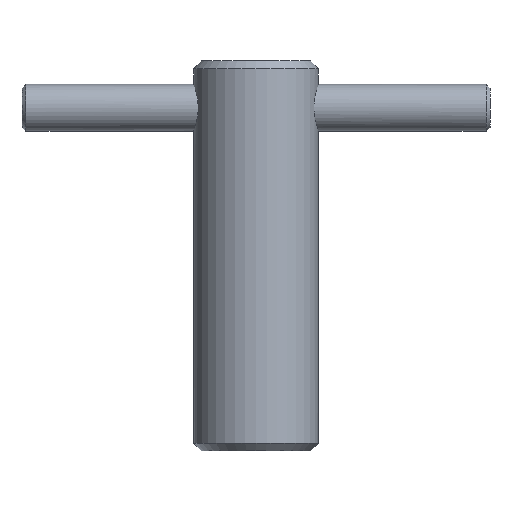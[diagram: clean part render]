
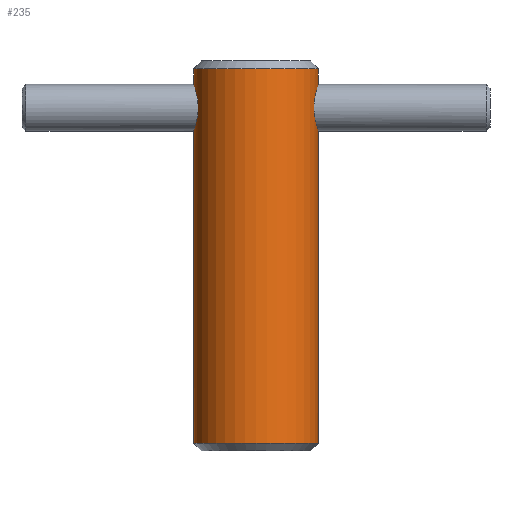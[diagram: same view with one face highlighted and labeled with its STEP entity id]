
A CAD part, front view. The second image highlights one B-rep face of the part: STEP entity #235.
In plain terms, the highlighted cylindrical face has radius 8 mm (diameter 16 mm), a partial arc.
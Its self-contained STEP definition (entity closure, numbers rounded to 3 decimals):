
#153=EDGE_CURVE('',#365,#199,#419,.T.);
#181=EDGE_CURVE('',#313,#261,#450,.T.);
#183=VERTEX_POINT('',#452);
#199=VERTEX_POINT('',#471);
#235=ADVANCED_FACE('',(#513),#514,.T.);
#261=VERTEX_POINT('',#545);
#285=EDGE_CURVE('',#261,#183,#573,.T.);
#287=EDGE_CURVE('',#199,#301,#575,.T.);
#301=VERTEX_POINT('',#593);
#305=EDGE_CURVE('',#347,#385,#597,.T.);
#313=VERTEX_POINT('',#605);
#329=EDGE_CURVE('',#301,#313,#623,.T.);
#347=VERTEX_POINT('',#642);
#361=EDGE_CURVE('',#385,#365,#656,.T.);
#365=VERTEX_POINT('',#660);
#385=VERTEX_POINT('',#682);
#395=EDGE_CURVE('',#183,#347,#692,.T.);
#419=CIRCLE('',#710,8.0);
#450=LINE('',#751,#752);
#452=CARTESIAN_POINT('',(8.0,0.0,1.0));
#471=CARTESIAN_POINT('',(-8.0,0.,49.0));
#513=FACE_OUTER_BOUND('',#837,.T.);
#514=CYLINDRICAL_SURFACE('',#838,8.0);
#545=CARTESIAN_POINT('',(-8.0,0.,1.0));
#573=CIRCLE('',#927,8.0);
#575=LINE('',#930,#931);
#593=CARTESIAN_POINT('',(-8.0,0.,47.0));
#597=B_SPLINE_CURVE_WITH_KNOTS('',3,(#956,#957,#958,#959,#960,#961,#962,#963,#964,#965,#966,#967,#968,#969,#970,#971,#972,#973,#974,#975,#976,#977,#978,#979,#980,#981,#982,#983,#984,#985,#986,#987,#988,#989),.UNSPECIFIED.,.F.,.F.,(4,2,2,2,2,2,2,2,2,2,2,2,2,2,2,2,4),(4.569,5.14,5.711,6.282,6.853,7.424,7.995,8.567,9.138,9.709,10.281,10.852,11.424,11.994,12.565,13.136,13.707),.UNSPECIFIED.);
#605=CARTESIAN_POINT('',(-8.0,0.,41.0));
#623=B_SPLINE_CURVE_WITH_KNOTS('',3,(#1039,#1040,#1041,#1042,#1043,#1044,#1045,#1046,#1047,#1048,#1049,#1050,#1051,#1052,#1053,#1054,#1055,#1056,#1057,#1058,#1059,#1060,#1061,#1062,#1063,#1064,#1065,#1066,#1067,#1068,#1069,#1070,#1071,#1072),.UNSPECIFIED.,.F.,.F.,(4,2,2,2,2,2,2,2,2,2,2,2,2,2,2,2,4),(4.569,5.14,5.711,6.282,6.853,7.424,7.995,8.567,9.138,9.709,10.281,10.852,11.424,11.994,12.565,13.136,13.707),.UNSPECIFIED.);
#642=CARTESIAN_POINT('',(8.0,0.,41.0));
#656=LINE('',#1131,#1132);
#660=CARTESIAN_POINT('',(8.0,0.0,49.0));
#682=CARTESIAN_POINT('',(8.0,0.,47.0));
#692=LINE('',#1197,#1198);
#710=AXIS2_PLACEMENT_3D('',#1206,#1207,#1208);
#751=CARTESIAN_POINT('',(-8.0,0.,25.0));
#752=VECTOR('',#1244,1.0);
#837=EDGE_LOOP('',(#1334,#1335,#1336,#1337,#1338,#1339,#1340,#1341));
#838=AXIS2_PLACEMENT_3D('',#1342,#1343,#1344);
#927=AXIS2_PLACEMENT_3D('',#1440,#1441,#1442);
#930=CARTESIAN_POINT('',(-8.0,0.,25.0));
#931=VECTOR('',#1443,1.0);
#956=CARTESIAN_POINT('',(8.0,0.,41.0));
#957=CARTESIAN_POINT('',(8.0,-0.19,41.0));
#958=CARTESIAN_POINT('',(7.993,-0.387,41.018));
#959=CARTESIAN_POINT('',(7.965,-0.776,41.095));
#960=CARTESIAN_POINT('',(7.943,-0.969,41.154));
#961=CARTESIAN_POINT('',(7.89,-1.338,41.307));
#962=CARTESIAN_POINT('',(7.857,-1.514,41.403));
#963=CARTESIAN_POINT('',(7.787,-1.84,41.622));
#964=CARTESIAN_POINT('',(7.75,-1.989,41.747));
#965=CARTESIAN_POINT('',(7.677,-2.254,42.011));
#966=CARTESIAN_POINT('',(7.639,-2.378,42.16));
#967=CARTESIAN_POINT('',(7.567,-2.597,42.486));
#968=CARTESIAN_POINT('',(7.534,-2.693,42.662));
#969=CARTESIAN_POINT('',(7.477,-2.846,43.031));
#970=CARTESIAN_POINT('',(7.454,-2.905,43.224));
#971=CARTESIAN_POINT('',(7.424,-2.982,43.613));
#972=CARTESIAN_POINT('',(7.416,-3.0,43.81));
#973=CARTESIAN_POINT('',(7.416,-3.0,44.19));
#974=CARTESIAN_POINT('',(7.424,-2.982,44.387));
#975=CARTESIAN_POINT('',(7.454,-2.905,44.776));
#976=CARTESIAN_POINT('',(7.477,-2.846,44.969));
#977=CARTESIAN_POINT('',(7.534,-2.693,45.338));
#978=CARTESIAN_POINT('',(7.567,-2.597,45.514));
#979=CARTESIAN_POINT('',(7.639,-2.378,45.84));
#980=CARTESIAN_POINT('',(7.677,-2.254,45.989));
#981=CARTESIAN_POINT('',(7.75,-1.989,46.253));
#982=CARTESIAN_POINT('',(7.787,-1.84,46.378));
#983=CARTESIAN_POINT('',(7.857,-1.514,46.597));
#984=CARTESIAN_POINT('',(7.89,-1.338,46.693));
#985=CARTESIAN_POINT('',(7.943,-0.969,46.846));
#986=CARTESIAN_POINT('',(7.965,-0.776,46.905));
#987=CARTESIAN_POINT('',(7.993,-0.387,46.982));
#988=CARTESIAN_POINT('',(8.0,-0.19,47.0));
#989=CARTESIAN_POINT('',(8.0,0.,47.0));
#1039=CARTESIAN_POINT('',(-8.0,0.,47.0));
#1040=CARTESIAN_POINT('',(-8.0,-0.19,47.0));
#1041=CARTESIAN_POINT('',(-7.993,-0.387,46.982));
#1042=CARTESIAN_POINT('',(-7.965,-0.776,46.905));
#1043=CARTESIAN_POINT('',(-7.943,-0.969,46.846));
#1044=CARTESIAN_POINT('',(-7.89,-1.338,46.693));
#1045=CARTESIAN_POINT('',(-7.857,-1.514,46.597));
#1046=CARTESIAN_POINT('',(-7.787,-1.84,46.378));
#1047=CARTESIAN_POINT('',(-7.75,-1.989,46.253));
#1048=CARTESIAN_POINT('',(-7.677,-2.254,45.989));
#1049=CARTESIAN_POINT('',(-7.639,-2.378,45.84));
#1050=CARTESIAN_POINT('',(-7.567,-2.597,45.514));
#1051=CARTESIAN_POINT('',(-7.534,-2.693,45.338));
#1052=CARTESIAN_POINT('',(-7.477,-2.846,44.969));
#1053=CARTESIAN_POINT('',(-7.454,-2.905,44.776));
#1054=CARTESIAN_POINT('',(-7.424,-2.982,44.387));
#1055=CARTESIAN_POINT('',(-7.416,-3.0,44.19));
#1056=CARTESIAN_POINT('',(-7.416,-3.0,43.81));
#1057=CARTESIAN_POINT('',(-7.424,-2.982,43.613));
#1058=CARTESIAN_POINT('',(-7.454,-2.905,43.224));
#1059=CARTESIAN_POINT('',(-7.477,-2.846,43.031));
#1060=CARTESIAN_POINT('',(-7.534,-2.693,42.662));
#1061=CARTESIAN_POINT('',(-7.567,-2.597,42.486));
#1062=CARTESIAN_POINT('',(-7.639,-2.378,42.16));
#1063=CARTESIAN_POINT('',(-7.677,-2.254,42.011));
#1064=CARTESIAN_POINT('',(-7.75,-1.989,41.747));
#1065=CARTESIAN_POINT('',(-7.787,-1.84,41.622));
#1066=CARTESIAN_POINT('',(-7.857,-1.514,41.403));
#1067=CARTESIAN_POINT('',(-7.89,-1.338,41.307));
#1068=CARTESIAN_POINT('',(-7.943,-0.969,41.154));
#1069=CARTESIAN_POINT('',(-7.965,-0.776,41.095));
#1070=CARTESIAN_POINT('',(-7.993,-0.387,41.018));
#1071=CARTESIAN_POINT('',(-8.0,-0.19,41.0));
#1072=CARTESIAN_POINT('',(-8.0,0.,41.0));
#1131=CARTESIAN_POINT('',(8.0,0.,25.0));
#1132=VECTOR('',#1518,1.0);
#1197=CARTESIAN_POINT('',(8.0,0.,25.0));
#1198=VECTOR('',#1548,1.0);
#1206=CARTESIAN_POINT('',(0.0,0.0,49.0));
#1207=DIRECTION('',(0.0,0.0,-1.0));
#1208=DIRECTION('',(1.0,0.0,0.0));
#1244=DIRECTION('',(-0.0,-0.0,-1.0));
#1334=ORIENTED_EDGE('',*,*,#395,.T.);
#1335=ORIENTED_EDGE('',*,*,#305,.T.);
#1336=ORIENTED_EDGE('',*,*,#361,.T.);
#1337=ORIENTED_EDGE('',*,*,#153,.T.);
#1338=ORIENTED_EDGE('',*,*,#287,.T.);
#1339=ORIENTED_EDGE('',*,*,#329,.T.);
#1340=ORIENTED_EDGE('',*,*,#181,.T.);
#1341=ORIENTED_EDGE('',*,*,#285,.T.);
#1342=CARTESIAN_POINT('',(0.0,0.0,25.0));
#1343=DIRECTION('',(-0.0,-0.0,-1.0));
#1344=DIRECTION('',(1.0,0.0,0.0));
#1440=CARTESIAN_POINT('',(0.0,0.0,1.0));
#1441=DIRECTION('',(0.0,0.0,1.0));
#1442=DIRECTION('',(1.0,0.0,0.0));
#1443=DIRECTION('',(-0.0,-0.0,-1.0));
#1518=DIRECTION('',(0.0,0.0,1.0));
#1548=DIRECTION('',(0.0,0.0,1.0));
